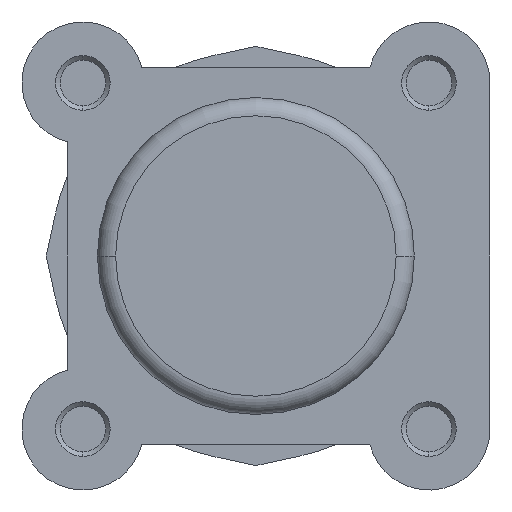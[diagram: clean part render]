
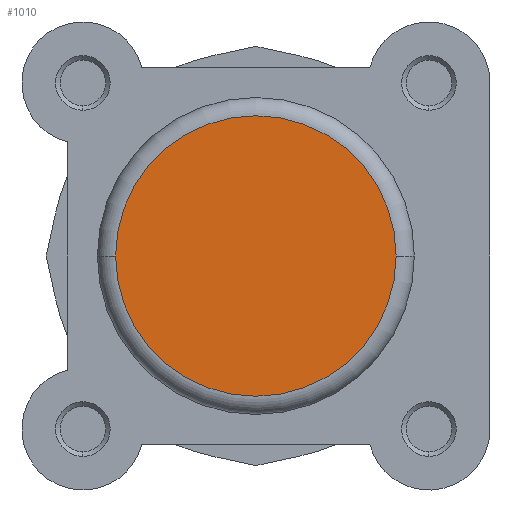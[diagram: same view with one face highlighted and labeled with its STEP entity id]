
A CAD part, left-side view. The second image highlights one B-rep face of the part: STEP entity #1010.
In plain terms, the highlighted planar face has unit normal (-1, 0, 0).
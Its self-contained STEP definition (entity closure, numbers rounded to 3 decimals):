
#114 = EDGE_CURVE ( 'NONE', #4613, #4610, #2454, .T. ) ;
#192 = EDGE_CURVE ( 'NONE', #4610, #4613, #4832, .T. ) ;
#504 = AXIS2_PLACEMENT_3D ( 'NONE', #1591, #1479, #1470 ) ;
#553 = AXIS2_PLACEMENT_3D ( 'NONE', #1430, #1398, #1397 ) ;
#760 = AXIS2_PLACEMENT_3D ( 'NONE', #3412, #3422, #3423 ) ;
#1010 = ADVANCED_FACE ( 'NONE', ( #5300 ), #3409, .F. ) ;
#1397 = DIRECTION ( 'NONE',  ( 0., 1., 0. ) ) ;
#1398 = DIRECTION ( 'NONE',  ( -1., 0., 0. ) ) ;
#1430 = CARTESIAN_POINT ( 'NONE',  ( 0., 0., 0. ) ) ;
#1470 = DIRECTION ( 'NONE',  ( 0., 1., 0. ) ) ;
#1479 = DIRECTION ( 'NONE',  ( -1., 0., 0. ) ) ;
#1591 = CARTESIAN_POINT ( 'NONE',  ( 0., 0., 0. ) ) ;
#1866 = ORIENTED_EDGE ( 'NONE', *, *, #192, .T. ) ;
#1867 = ORIENTED_EDGE ( 'NONE', *, *, #114, .T. ) ;
#2454 = CIRCLE ( 'NONE', #504, 15.4 ) ;
#3409 = PLANE ( 'NONE',  #760 ) ;
#3412 = CARTESIAN_POINT ( 'NONE',  ( 0., 0., 0. ) ) ;
#3422 = DIRECTION ( 'NONE',  ( 1., 0., 0. ) ) ;
#3423 = DIRECTION ( 'NONE',  ( 0., 1., 0. ) ) ;
#4232 = CARTESIAN_POINT ( 'NONE',  ( 0., -15.4, 0. ) ) ;
#4235 = CARTESIAN_POINT ( 'NONE',  ( 0., 15.4, 0. ) ) ;
#4610 = VERTEX_POINT ( 'NONE', #4232 ) ;
#4613 = VERTEX_POINT ( 'NONE', #4235 ) ;
#4832 = CIRCLE ( 'NONE', #553, 15.4 ) ;
#5300 = FACE_OUTER_BOUND ( 'NONE', #5879, .T. ) ;
#5879 = EDGE_LOOP ( 'NONE', ( #1867, #1866 ) ) ;
